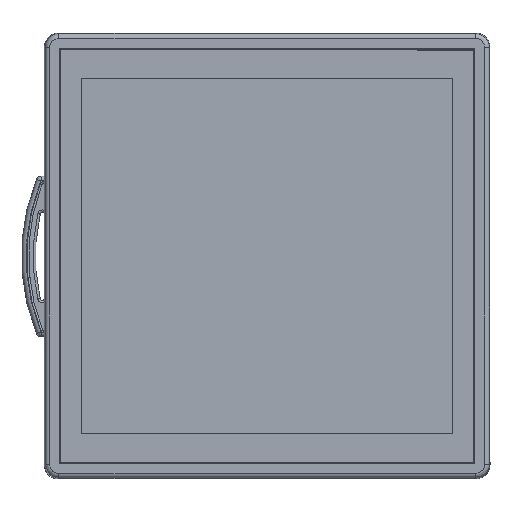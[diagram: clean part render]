
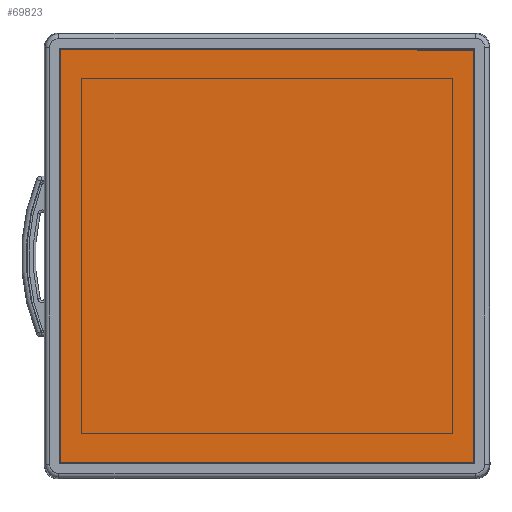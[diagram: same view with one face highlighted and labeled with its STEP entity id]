
A CAD part, top view. The second image highlights one B-rep face of the part: STEP entity #69823.
In plain terms, the highlighted planar face has unit normal (0, 0, 1).
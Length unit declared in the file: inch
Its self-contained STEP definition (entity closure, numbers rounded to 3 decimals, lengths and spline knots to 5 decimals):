
#69681=CARTESIAN_POINT('',(0.0,0.0,0.06));
#69682=VERTEX_POINT('',#69681);
#69683=CARTESIAN_POINT('',(0.0,3.5,0.06));
#69684=VERTEX_POINT('',#69683);
#69685=CARTESIAN_POINT('',(0.0,0.0,0.06));
#69686=DIRECTION('',(0.0,1.0,0.0));
#69687=VECTOR('',#69686,3.5);
#69688=LINE('',#69685,#69687);
#69689=EDGE_CURVE('',#69682,#69684,#69688,.T.);
#69721=CARTESIAN_POINT('',(3.5,3.5,0.06));
#69722=VERTEX_POINT('',#69721);
#69723=CARTESIAN_POINT('',(0.0,3.5,0.06));
#69724=DIRECTION('',(1.0,0.0,0.0));
#69725=VECTOR('',#69724,3.5);
#69726=LINE('',#69723,#69725);
#69727=EDGE_CURVE('',#69684,#69722,#69726,.T.);
#69752=CARTESIAN_POINT('',(3.5,0.0,0.06));
#69753=VERTEX_POINT('',#69752);
#69754=CARTESIAN_POINT('',(3.5,3.5,0.06));
#69755=DIRECTION('',(0.0,-1.0,0.0));
#69756=VECTOR('',#69755,3.5);
#69757=LINE('',#69754,#69756);
#69758=EDGE_CURVE('',#69722,#69753,#69757,.T.);
#69783=CARTESIAN_POINT('',(3.5,0.0,0.06));
#69784=DIRECTION('',(-1.0,0.0,0.0));
#69785=VECTOR('',#69784,3.5);
#69786=LINE('',#69783,#69785);
#69787=EDGE_CURVE('',#69753,#69682,#69786,.T.);
#69812=CARTESIAN_POINT('',(1.75,1.75,0.06));
#69813=DIRECTION('',(0.0,0.0,1.0));
#69814=DIRECTION('',(1.0,0.0,0.0));
#69815=AXIS2_PLACEMENT_3D('',#69812,#69813,#69814);
#69816=PLANE('',#69815);
#69817=ORIENTED_EDGE('',*,*,#69689,.F.);
#69818=ORIENTED_EDGE('',*,*,#69787,.F.);
#69819=ORIENTED_EDGE('',*,*,#69758,.F.);
#69820=ORIENTED_EDGE('',*,*,#69727,.F.);
#69821=EDGE_LOOP('',(#69817,#69818,#69819,#69820));
#69822=FACE_OUTER_BOUND('',#69821,.T.);
#69823=ADVANCED_FACE('',(#69822),#69816,.T.);
